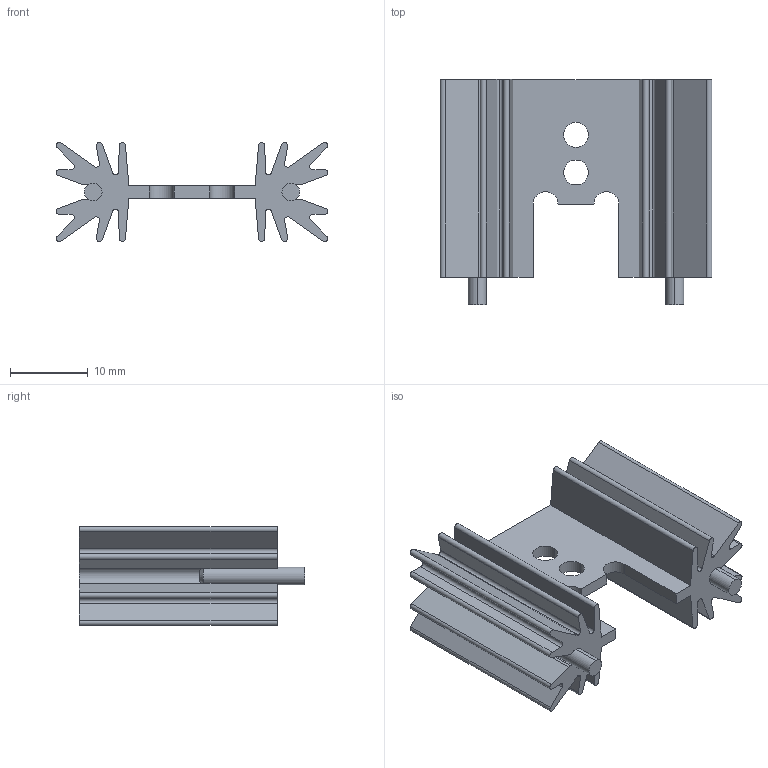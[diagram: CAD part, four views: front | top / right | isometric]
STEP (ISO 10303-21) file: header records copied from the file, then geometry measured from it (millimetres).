
FILE_DESCRIPTION (( 'STEP AP214' ), '1' );
FILE_NAME ('ASSMANN_V7477W.step', '2018-11-03T15:16:22+00:00', 'Stefan Hamminga', '', '', '', '');
FILE_SCHEMA (( 'AUTOMOTIVE_DESIGN' ));
Length unit declared in the file: millimetre
Products named in the file (1): ASSMANN_V7477W
Bounding box: 34.9 x 28.9 x 12.7 mm (x, y, z)
Volume: 3792.4 mm3; surface area: 5083.9 mm2
Topology: 3 solids, 3 shells, 108 faces, 302 edges, 200 vertices
Faces by surface type: cylinder 60, plane 44, cone 4
Entity records: 3578 total; most frequent: DIRECTION 644, CARTESIAN_POINT 611, ORIENTED_EDGE 604, EDGE_CURVE 302, AXIS2_PLACEMENT_3D 233, VERTEX_POINT 200, VECTOR 178, LINE 178
